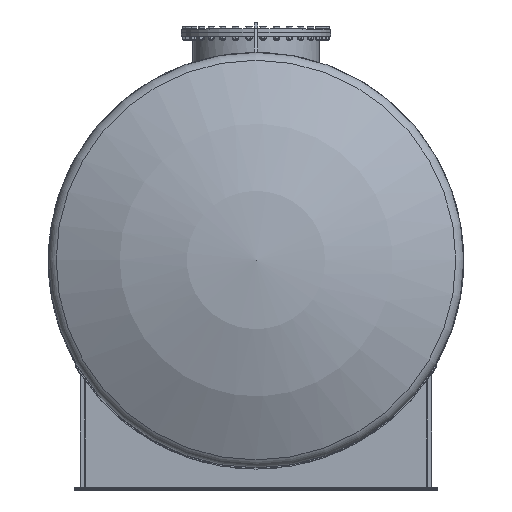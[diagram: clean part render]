
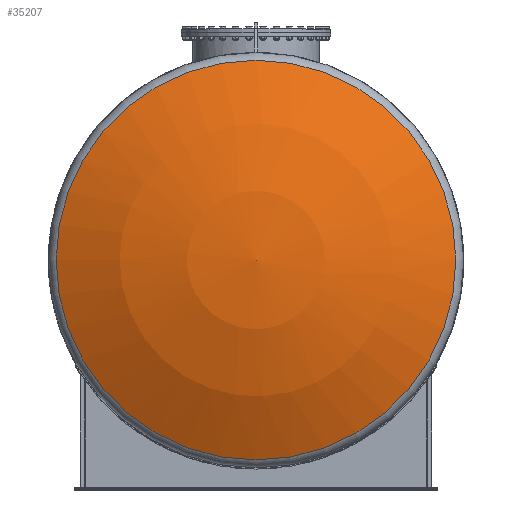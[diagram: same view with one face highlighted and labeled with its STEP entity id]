
A CAD part, top view. The second image highlights one B-rep face of the part: STEP entity #35207.
In plain terms, the highlighted spherical face has radius 2006 mm.
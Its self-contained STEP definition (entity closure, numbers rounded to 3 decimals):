
#35191=CARTESIAN_POINT('',(0.,0.0,2199.583));
#35192=DIRECTION('',(0.0,0.0,1.0));
#35193=DIRECTION('',(1.0,0.0,0.0));
#35194=AXIS2_PLACEMENT_3D('',#35191,#35192,#35193);
#35195=SPHERICAL_SURFACE('',#35194,2006.);
#35196=CARTESIAN_POINT('',(-962.188,0.0,3959.762));
#35197=VERTEX_POINT('',#35196);
#35198=CARTESIAN_POINT('',(0.,0.0,3959.762));
#35199=DIRECTION('',(0.0,0.0,-1.0));
#35200=DIRECTION('',(-1.0,0.0,0.0));
#35201=AXIS2_PLACEMENT_3D('',#35198,#35199,#35200);
#35202=CIRCLE('',#35201,962.188);
#35203=EDGE_CURVE('',#35197,#35197,#35202,.T.);
#35204=ORIENTED_EDGE('',*,*,#35203,.F.);
#35205=EDGE_LOOP('',(#35204));
#35206=FACE_OUTER_BOUND('',#35205,.T.);
#35207=ADVANCED_FACE('',(#35206),#35195,.T.);
